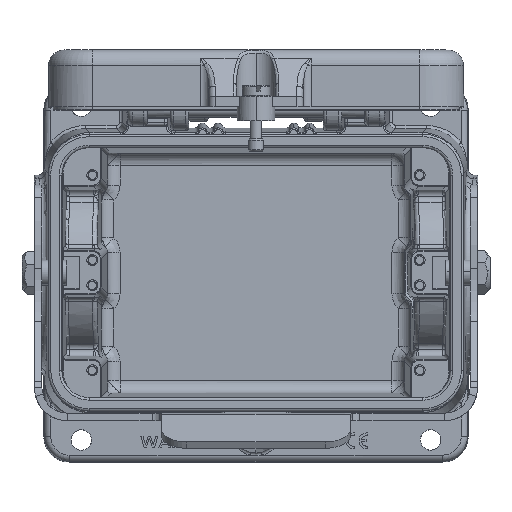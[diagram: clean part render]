
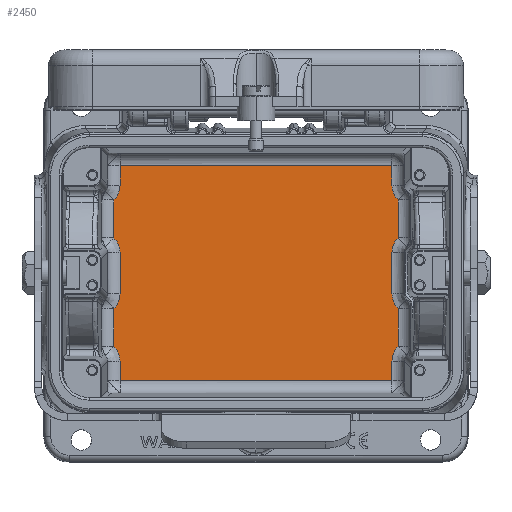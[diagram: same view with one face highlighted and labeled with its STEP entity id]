
A CAD part, top view. The second image highlights one B-rep face of the part: STEP entity #2450.
In plain terms, the highlighted planar face has unit normal (0, 0, 1).
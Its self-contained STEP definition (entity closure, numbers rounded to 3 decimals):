
#1115=FACE_OUTER_BOUND('',#3985,.T.);
#2450=ADVANCED_FACE('NONE',(#1115),#3294,.T.);
#3294=PLANE('',#18260);
#3985=EDGE_LOOP('',(#7342,#7343,#7344,#7345,#7346,#7347,#7348,#7349,#7350,
#7351,#7352,#7353,#7354,#7355,#7356,#7357,#7358,#7359,#7360,#7361));
#5088=B_SPLINE_CURVE_WITH_KNOTS('',3,(#27329,#27330,#27331,#27332),
 .UNSPECIFIED.,.F.,.F.,(4,4),(0.,1.),.UNSPECIFIED.);
#5089=B_SPLINE_CURVE_WITH_KNOTS('',3,(#27354,#27355,#27356,#27357),
 .UNSPECIFIED.,.F.,.F.,(4,4),(0.,1.),.UNSPECIFIED.);
#5097=B_SPLINE_CURVE_WITH_KNOTS('',3,(#27463,#27464,#27465,#27466),
 .UNSPECIFIED.,.F.,.F.,(4,4),(0.,1.),.UNSPECIFIED.);
#5098=B_SPLINE_CURVE_WITH_KNOTS('',3,(#27488,#27489,#27490,#27491),
 .UNSPECIFIED.,.F.,.F.,(4,4),(0.,1.),.UNSPECIFIED.);
#5104=B_SPLINE_CURVE_WITH_KNOTS('',3,(#27569,#27570,#27571,#27572),
 .UNSPECIFIED.,.F.,.F.,(4,4),(0.,1.),.UNSPECIFIED.);
#5105=B_SPLINE_CURVE_WITH_KNOTS('',3,(#27594,#27595,#27596,#27597),
 .UNSPECIFIED.,.F.,.F.,(4,4),(0.,1.),.UNSPECIFIED.);
#5113=B_SPLINE_CURVE_WITH_KNOTS('',3,(#27710,#27711,#27712,#27713),
 .UNSPECIFIED.,.F.,.F.,(4,4),(0.,1.),.UNSPECIFIED.);
#5119=B_SPLINE_CURVE_WITH_KNOTS('',3,(#27815,#27816,#27817,#27818),
 .UNSPECIFIED.,.F.,.F.,(4,4),(0.,1.),.UNSPECIFIED.);
#7342=ORIENTED_EDGE('',*,*,#13644,.T.);
#7343=ORIENTED_EDGE('',*,*,#13748,.T.);
#7344=ORIENTED_EDGE('',*,*,#13669,.T.);
#7345=ORIENTED_EDGE('',*,*,#13749,.T.);
#7346=ORIENTED_EDGE('',*,*,#13870,.T.);
#7347=ORIENTED_EDGE('',*,*,#13753,.T.);
#7348=ORIENTED_EDGE('',*,*,#13657,.T.);
#7349=ORIENTED_EDGE('',*,*,#13737,.T.);
#7350=ORIENTED_EDGE('',*,*,#13617,.T.);
#7351=ORIENTED_EDGE('',*,*,#13738,.T.);
#7352=ORIENTED_EDGE('',*,*,#13618,.T.);
#7353=ORIENTED_EDGE('',*,*,#13739,.T.);
#7354=ORIENTED_EDGE('',*,*,#13631,.T.);
#7355=ORIENTED_EDGE('',*,*,#13740,.T.);
#7356=ORIENTED_EDGE('',*,*,#13871,.T.);
#7357=ORIENTED_EDGE('',*,*,#13744,.T.);
#7358=ORIENTED_EDGE('',*,*,#13632,.T.);
#7359=ORIENTED_EDGE('',*,*,#13746,.T.);
#7360=ORIENTED_EDGE('',*,*,#13643,.T.);
#7361=ORIENTED_EDGE('',*,*,#13747,.T.);
#11800=VERTEX_POINT('',#27288);
#11801=VERTEX_POINT('',#27297);
#11802=VERTEX_POINT('',#27328);
#11803=VERTEX_POINT('',#27358);
#11804=VERTEX_POINT('',#27359);
#11806=VERTEX_POINT('',#27430);
#11808=VERTEX_POINT('',#27462);
#11809=VERTEX_POINT('',#27492);
#11810=VERTEX_POINT('',#27493);
#11812=VERTEX_POINT('',#27557);
#11814=VERTEX_POINT('',#27568);
#11815=VERTEX_POINT('',#27598);
#11816=VERTEX_POINT('',#27599);
#11818=VERTEX_POINT('',#27641);
#11820=VERTEX_POINT('',#27714);
#11827=VERTEX_POINT('',#27814);
#11854=VERTEX_POINT('',#28171);
#11857=VERTEX_POINT('',#28184);
#11858=VERTEX_POINT('',#28194);
#11861=VERTEX_POINT('',#28202);
#13617=EDGE_CURVE('NONE',#11801,#11802,#5088,.T.);
#13618=EDGE_CURVE('NONE',#11803,#11804,#5089,.T.);
#13631=EDGE_CURVE('NONE',#11806,#11808,#5097,.T.);
#13632=EDGE_CURVE('NONE',#11809,#11810,#5098,.T.);
#13643=EDGE_CURVE('NONE',#11812,#11814,#5104,.T.);
#13644=EDGE_CURVE('NONE',#11815,#11816,#5105,.T.);
#13657=EDGE_CURVE('NONE',#11820,#11800,#5113,.T.);
#13669=EDGE_CURVE('NONE',#11818,#11827,#5119,.T.);
#13737=EDGE_CURVE('NONE',#11800,#11801,#15893,.T.);
#13738=EDGE_CURVE('NONE',#11802,#11803,#15894,.T.);
#13739=EDGE_CURVE('NONE',#11804,#11806,#15895,.T.);
#13740=EDGE_CURVE('NONE',#11808,#11854,#15896,.T.);
#13744=EDGE_CURVE('NONE',#11857,#11809,#15899,.T.);
#13746=EDGE_CURVE('NONE',#11810,#11812,#15900,.T.);
#13747=EDGE_CURVE('NONE',#11814,#11815,#15901,.T.);
#13748=EDGE_CURVE('NONE',#11816,#11818,#15902,.T.);
#13749=EDGE_CURVE('NONE',#11827,#11858,#15903,.T.);
#13753=EDGE_CURVE('NONE',#11861,#11820,#15906,.T.);
#13870=EDGE_CURVE('NONE',#11858,#11861,#15967,.T.);
#13871=EDGE_CURVE('NONE',#11854,#11857,#15968,.T.);
#15893=LINE('',#28164,#17012);
#15894=LINE('',#28166,#17013);
#15895=LINE('',#28168,#17014);
#15896=LINE('',#28170,#17015);
#15899=LINE('',#28183,#17018);
#15900=LINE('',#28187,#17019);
#15901=LINE('',#28189,#17020);
#15902=LINE('',#28191,#17021);
#15903=LINE('',#28193,#17022);
#15906=LINE('',#28201,#17025);
#15967=LINE('',#28755,#17086);
#15968=LINE('',#28756,#17087);
#17012=VECTOR('',#20061,1.);
#17013=VECTOR('',#20064,1.);
#17014=VECTOR('',#20067,1.);
#17015=VECTOR('',#20070,1.);
#17018=VECTOR('',#20075,1.);
#17019=VECTOR('',#20080,1.);
#17020=VECTOR('',#20083,1.);
#17021=VECTOR('',#20086,1.);
#17022=VECTOR('',#20089,1.);
#17025=VECTOR('',#20096,1.);
#17086=VECTOR('',#20261,1.);
#17087=VECTOR('',#20262,1.);
#18260=AXIS2_PLACEMENT_3D('',#28757,#20263,#20264);
#20061=DIRECTION('',(0.,1.,0.));
#20064=DIRECTION('',(0.,1.,0.));
#20067=DIRECTION('',(0.,1.,0.));
#20070=DIRECTION('',(0.,1.,0.));
#20075=DIRECTION('',(0.,-1.,0.));
#20080=DIRECTION('',(0.,-1.,0.));
#20083=DIRECTION('',(0.,-1.,0.));
#20086=DIRECTION('',(0.,-1.,0.));
#20089=DIRECTION('',(0.,-1.,0.));
#20096=DIRECTION('',(0.,1.,0.));
#20261=DIRECTION('',(1.,0.,0.));
#20262=DIRECTION('',(-1.,0.,0.));
#20263=DIRECTION('',(0.,0.,1.));
#20264=DIRECTION('',(0.,1.,0.));
#27288=CARTESIAN_POINT('',(45.206,-23.264,-55.069));
#27297=CARTESIAN_POINT('',(45.206,-11.236,-55.069));
#27328=CARTESIAN_POINT('',(43.206,-6.546,-55.068));
#27329=CARTESIAN_POINT('',(45.206,-11.236,-55.069));
#27330=CARTESIAN_POINT('',(43.877,-9.955,-55.069));
#27331=CARTESIAN_POINT('',(43.21,-8.392,-55.069));
#27332=CARTESIAN_POINT('',(43.206,-6.546,-55.069));
#27354=CARTESIAN_POINT('',(43.206,6.546,-55.069));
#27355=CARTESIAN_POINT('',(43.21,8.392,-55.069));
#27356=CARTESIAN_POINT('',(43.877,9.955,-55.069));
#27357=CARTESIAN_POINT('',(45.206,11.236,-55.069));
#27358=CARTESIAN_POINT('',(43.206,6.546,-55.068));
#27359=CARTESIAN_POINT('',(45.206,11.236,-55.069));
#27430=CARTESIAN_POINT('',(45.206,23.264,-55.069));
#27462=CARTESIAN_POINT('',(43.206,27.954,-55.068));
#27463=CARTESIAN_POINT('',(45.206,23.264,-55.069));
#27464=CARTESIAN_POINT('',(43.877,24.545,-55.069));
#27465=CARTESIAN_POINT('',(43.21,26.108,-55.069));
#27466=CARTESIAN_POINT('',(43.206,27.954,-55.069));
#27488=CARTESIAN_POINT('',(-43.206,27.954,-55.069));
#27489=CARTESIAN_POINT('',(-43.21,26.108,-55.069));
#27490=CARTESIAN_POINT('',(-43.877,24.545,-55.069));
#27491=CARTESIAN_POINT('',(-45.206,23.264,-55.069));
#27492=CARTESIAN_POINT('',(-43.206,27.954,-55.068));
#27493=CARTESIAN_POINT('',(-45.206,23.264,-55.069));
#27557=CARTESIAN_POINT('',(-45.206,11.236,-55.069));
#27568=CARTESIAN_POINT('',(-43.206,6.546,-55.068));
#27569=CARTESIAN_POINT('',(-45.206,11.236,-55.069));
#27570=CARTESIAN_POINT('',(-43.877,9.955,-55.069));
#27571=CARTESIAN_POINT('',(-43.21,8.392,-55.069));
#27572=CARTESIAN_POINT('',(-43.206,6.546,-55.069));
#27594=CARTESIAN_POINT('',(-43.206,-6.546,-55.069));
#27595=CARTESIAN_POINT('',(-43.21,-8.392,-55.069));
#27596=CARTESIAN_POINT('',(-43.877,-9.955,-55.069));
#27597=CARTESIAN_POINT('',(-45.206,-11.236,-55.069));
#27598=CARTESIAN_POINT('',(-43.206,-6.546,-55.068));
#27599=CARTESIAN_POINT('',(-45.206,-11.236,-55.069));
#27641=CARTESIAN_POINT('',(-45.206,-23.264,-55.069));
#27710=CARTESIAN_POINT('',(43.206,-27.954,-55.069));
#27711=CARTESIAN_POINT('',(43.21,-26.108,-55.069));
#27712=CARTESIAN_POINT('',(43.877,-24.545,-55.069));
#27713=CARTESIAN_POINT('',(45.206,-23.264,-55.069));
#27714=CARTESIAN_POINT('',(43.206,-27.954,-55.068));
#27814=CARTESIAN_POINT('',(-43.206,-27.954,-55.068));
#27815=CARTESIAN_POINT('',(-45.206,-23.264,-55.069));
#27816=CARTESIAN_POINT('',(-43.877,-24.545,-55.069));
#27817=CARTESIAN_POINT('',(-43.21,-26.108,-55.069));
#27818=CARTESIAN_POINT('',(-43.206,-27.954,-55.069));
#28164=CARTESIAN_POINT('',(45.206,0.,-55.069));
#28166=CARTESIAN_POINT('',(43.206,0.,-55.069));
#28168=CARTESIAN_POINT('',(45.206,0.,-55.069));
#28170=CARTESIAN_POINT('',(43.206,0.,-55.069));
#28171=CARTESIAN_POINT('',(43.206,34.173,-55.069));
#28183=CARTESIAN_POINT('',(-43.206,0.,-55.069));
#28184=CARTESIAN_POINT('',(-43.206,34.173,-55.069));
#28187=CARTESIAN_POINT('',(-45.206,0.,-55.069));
#28189=CARTESIAN_POINT('',(-43.206,0.,-55.069));
#28191=CARTESIAN_POINT('',(-45.206,0.,-55.069));
#28193=CARTESIAN_POINT('',(-43.206,0.,-55.069));
#28194=CARTESIAN_POINT('',(-43.206,-34.173,-55.069));
#28201=CARTESIAN_POINT('',(43.206,0.,-55.069));
#28202=CARTESIAN_POINT('',(43.206,-34.173,-55.069));
#28755=CARTESIAN_POINT('',(49.436,-34.173,-55.069));
#28756=CARTESIAN_POINT('',(-49.424,34.173,-55.069));
#28757=CARTESIAN_POINT('',(0.,0.,-55.069));
